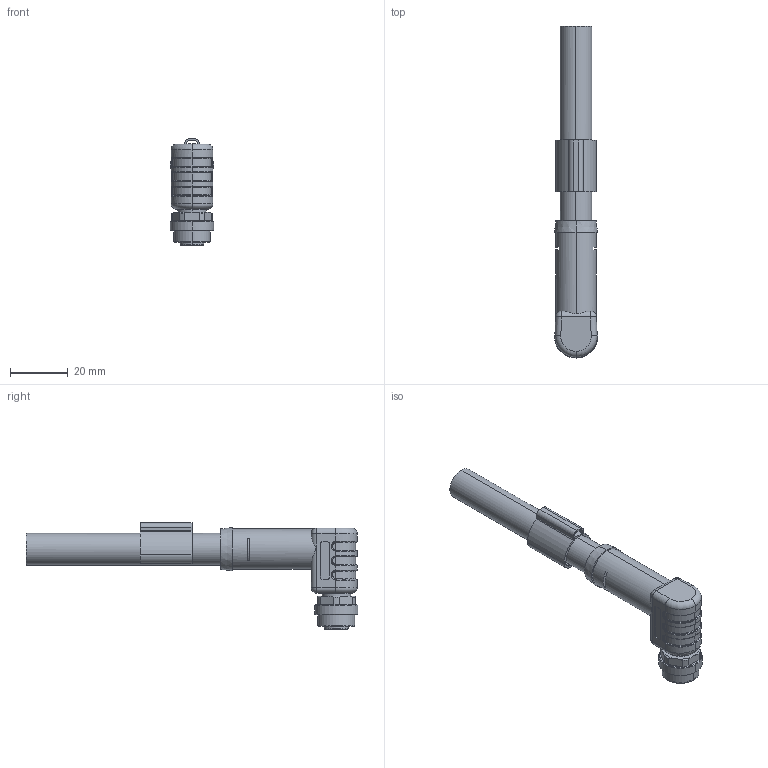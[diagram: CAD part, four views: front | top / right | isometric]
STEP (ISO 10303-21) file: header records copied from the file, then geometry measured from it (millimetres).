
FILE_DESCRIPTION(('CATIA V5 STEP Exchange','CAx-IF Rec.Pracs.--- Model Styling and Organization---1.4--- 2014-01-23'),'2;1');
FILE_NAME ('416566-2_0_2050691000_2050691000.stp','2021-03-12T10:47:30+00:00',('none'),('Weidmueller'),'CATIA Version 5-6 Release 2016 SP3 HF44','CATIA V5 STEP AP214','none');
FILE_SCHEMA(('AUTOMOTIVE_DESIGN { 1 0 10303 214 1 1 1 1 }'));
Length unit declared in the file: millimetre
Products named in the file (1): 2050691000
Bounding box: 15 x 115 x 36.8 mm (x, y, z)
Volume: 17837.9 mm3; surface area: 9369.5 mm2
Topology: 4 solids, 4 shells, 285 faces, 722 edges, 457 vertices
Faces by surface type: cylinder 98, plane 88, bspline 42, torus 32, cone 21, sphere 4
Entity records: 9344 total; most frequent: CARTESIAN_POINT 3122, ORIENTED_EDGE 1436, DIRECTION 1011, EDGE_CURVE 718, AXIS2_PLACEMENT_3D 508, VERTEX_POINT 457, EDGE_LOOP 305, ADVANCED_FACE 285
